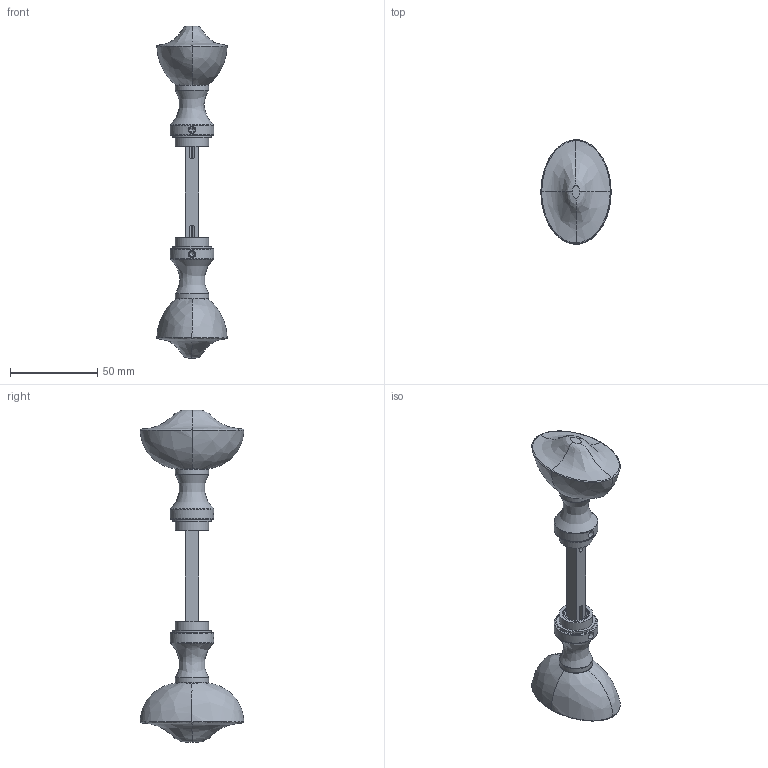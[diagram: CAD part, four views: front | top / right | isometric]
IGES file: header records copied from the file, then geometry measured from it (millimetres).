
Global section: file name: P8101; native system: Autodesk Inventor 2018; preprocessor: unknown; author: ashami; date: 20190708.090439; units: millimetre
Bounding box: 40.19 x 59.49 x 190 mm (x, y, z)
Volume: 91083.6 mm3; surface area: 27506.4 mm2
Topology: 13 solids, 13 shells, 220 faces, 622 edges, 434 vertices
Faces by surface type: bspline 220
